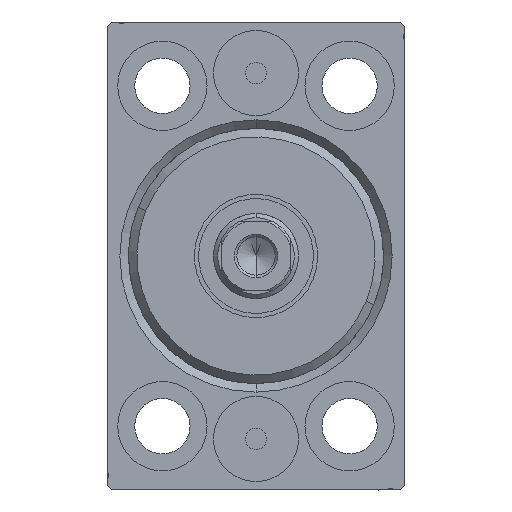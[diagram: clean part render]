
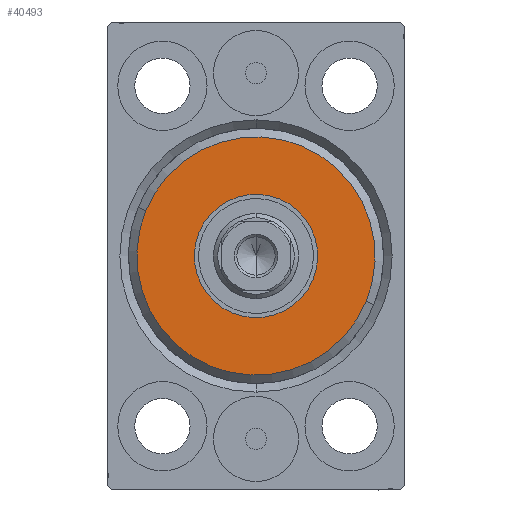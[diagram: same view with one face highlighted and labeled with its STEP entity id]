
A CAD part, left-side view. The second image highlights one B-rep face of the part: STEP entity #40493.
In plain terms, the highlighted face is planar.
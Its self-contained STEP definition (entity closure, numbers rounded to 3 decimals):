
#105 = AXIS2_PLACEMENT_3D ( 'NONE', #10454, #23983, #24423 ) ;
#208 = VERTEX_POINT ( 'NONE', #3483 ) ;
#1194 = VERTEX_POINT ( 'NONE', #13191 ) ;
#3483 = CARTESIAN_POINT ( 'NONE',  ( 3., 0., 7.25 ) ) ;
#3611 = FACE_BOUND ( 'NONE', #18458, .T. ) ;
#5325 = CARTESIAN_POINT ( 'NONE',  ( 3., 0., 0. ) ) ;
#6447 = ORIENTED_EDGE ( 'NONE', *, *, #17680, .T. ) ;
#7800 = DIRECTION ( 'NONE',  ( 1., 0., 0. ) ) ;
#8426 = DIRECTION ( 'NONE',  ( 1., 0., 0. ) ) ;
#8933 = ORIENTED_EDGE ( 'NONE', *, *, #13843, .F. ) ;
#8995 = CARTESIAN_POINT ( 'NONE',  ( 3., 0., 0. ) ) ;
#10454 = CARTESIAN_POINT ( 'NONE',  ( 3., 0., 0. ) ) ;
#12108 = DIRECTION ( 'NONE',  ( 1., 0., 0. ) ) ;
#13151 = EDGE_CURVE ( 'NONE', #23916, #208, #38429, .T. ) ;
#13191 = CARTESIAN_POINT ( 'NONE',  ( 3., 0., 14. ) ) ;
#13666 = CARTESIAN_POINT ( 'NONE',  ( 3., 0., 0. ) ) ;
#13671 = AXIS2_PLACEMENT_3D ( 'NONE', #5325, #8426, #32387 ) ;
#13843 = EDGE_CURVE ( 'NONE', #208, #23916, #20619, .T. ) ;
#17680 = EDGE_CURVE ( 'NONE', #34170, #1194, #30684, .T. ) ;
#17988 = DIRECTION ( 'NONE',  ( 0., 0., -1. ) ) ;
#18458 = EDGE_LOOP ( 'NONE', ( #34295, #8933 ) ) ;
#18497 = EDGE_CURVE ( 'NONE', #1194, #34170, #29967, .T. ) ;
#19304 = AXIS2_PLACEMENT_3D ( 'NONE', #13666, #23865, #21196 ) ;
#20619 = CIRCLE ( 'NONE', #105, 7.25 ) ;
#20659 = PLANE ( 'NONE',  #33760 ) ;
#20803 = EDGE_LOOP ( 'NONE', ( #36633, #6447 ) ) ;
#21196 = DIRECTION ( 'NONE',  ( 0., 0., -1. ) ) ;
#22737 = DIRECTION ( 'NONE',  ( 0., 0., -1. ) ) ;
#23865 = DIRECTION ( 'NONE',  ( 1., 0., 0. ) ) ;
#23916 = VERTEX_POINT ( 'NONE', #30309 ) ;
#23983 = DIRECTION ( 'NONE',  ( 1., 0., 0. ) ) ;
#24227 = FACE_OUTER_BOUND ( 'NONE', #20803, .T. ) ;
#24423 = DIRECTION ( 'NONE',  ( 0., 0., -1. ) ) ;
#25267 = CARTESIAN_POINT ( 'NONE',  ( 3., 0., -14. ) ) ;
#27839 = AXIS2_PLACEMENT_3D ( 'NONE', #8995, #12108, #22737 ) ;
#27999 = CARTESIAN_POINT ( 'NONE',  ( 3., 0., 0. ) ) ;
#29967 = CIRCLE ( 'NONE', #27839, 14. ) ;
#30309 = CARTESIAN_POINT ( 'NONE',  ( 3., 0., -7.25 ) ) ;
#30684 = CIRCLE ( 'NONE', #13671, 14. ) ;
#32387 = DIRECTION ( 'NONE',  ( 0., 0., -1. ) ) ;
#33760 = AXIS2_PLACEMENT_3D ( 'NONE', #27999, #7800, #17988 ) ;
#34170 = VERTEX_POINT ( 'NONE', #25267 ) ;
#34295 = ORIENTED_EDGE ( 'NONE', *, *, #13151, .F. ) ;
#36633 = ORIENTED_EDGE ( 'NONE', *, *, #18497, .T. ) ;
#38429 = CIRCLE ( 'NONE', #19304, 7.25 ) ;
#40493 = ADVANCED_FACE ( 'NONE', ( #24227, #3611 ), #20659, .T. ) ;
